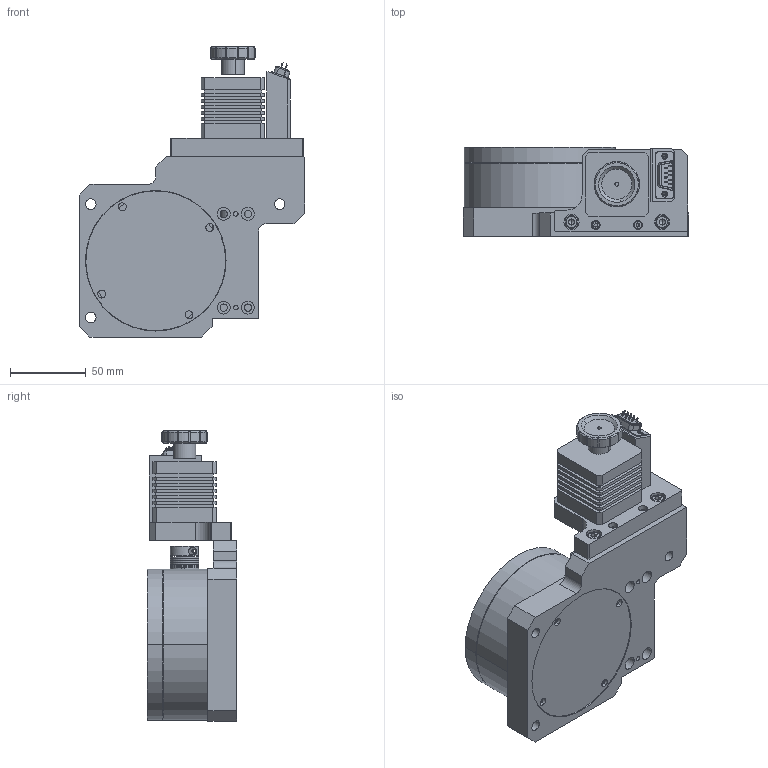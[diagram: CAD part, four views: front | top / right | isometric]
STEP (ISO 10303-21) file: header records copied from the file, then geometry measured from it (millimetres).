
FILE_DESCRIPTION (( 'STEP AP214' ), '1' );
FILE_NAME ('GCD-011100M-三维外形图-20170113.STEP', '2017-03-13T08:52:34', ( 'd' ), ( '' ), 'SwSTEP 2.0', 'SolidWorks 2012', '' );
FILE_SCHEMA (( 'AUTOMOTIVE_DESIGN' ));
Length unit declared in the file: millimetre
Products named in the file (1): GCD-011100M-三维外形图-20170113
Bounding box: 149 x 59 x 192 mm (x, y, z)
Surface area: 105384.6 mm2 (no closed solid volume)
Topology: 0 solids, 33 shells, 497 faces, 1482 edges, 1034 vertices
Faces by surface type: plane 235, cylinder 232, torus 20, cone 10
Entity records: 22836 total; most frequent: CARTESIAN_POINT 3722, DIRECTION 2940, ORIENTED_EDGE 2534, EDGE_CURVE 1478, AXIS2_PLACEMENT_3D 1052, VERTEX_POINT 1034, VECTOR 836, LINE 836
